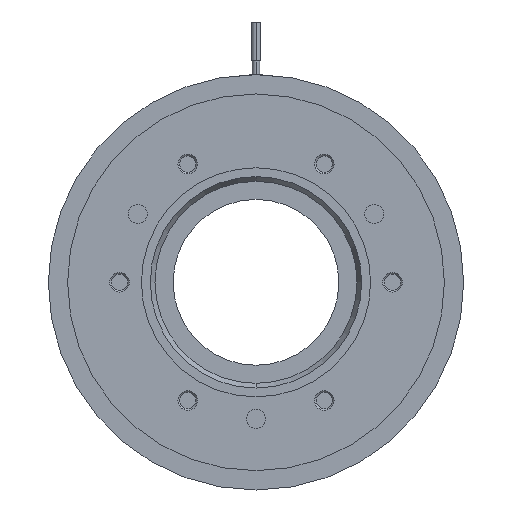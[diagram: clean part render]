
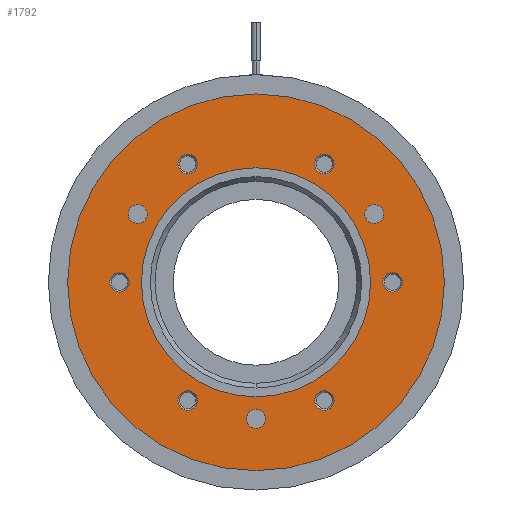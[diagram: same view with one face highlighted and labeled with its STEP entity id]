
A CAD part, left-side view. The second image highlights one B-rep face of the part: STEP entity #1792.
In plain terms, the highlighted planar face has unit normal (-1, 0, 0).
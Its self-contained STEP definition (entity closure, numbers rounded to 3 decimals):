
#1282=CARTESIAN_POINT('POINT78',(6.604,
   0.,74.613));
#1283=VERTEX_POINT('VERTEX78',#1282);
#1291=CARTESIAN_POINT('POINT79',(6.604,
   0.,-74.613));
#1292=VERTEX_POINT('VERTEX79',#1291);
#1299=CARTESIAN_POINT('POS123',(6.604,0.,0.)
   );
#1300=DIRECTION('DIR197',(1.,0.,0.));
#1301=DIRECTION('DIR198',(0.,0.,1.));
#1302=AXIS2_PLACEMENT_3D('AXIS75',#1299,#1300,#1301);
#1303=CIRCLE('ELLIPSE38',#1302,74.613);
#1304=EDGE_CURVE('EDGE126',#1283,#1292,#1303,.T.);
#1315=EDGE_CURVE('EDGE127',#1292,#1283,#1303,.T.);
#1322=CARTESIAN_POINT('POINT80',(6.604,
   80.069,39.116));
#1323=VERTEX_POINT('VERTEX80',#1322);
#1331=CARTESIAN_POINT('POINT81',(6.604,
   73.91,49.784));
#1332=VERTEX_POINT('VERTEX81',#1331);
#1339=CARTESIAN_POINT('POS127',(6.604,
   76.99,44.45));
#1340=DIRECTION('DIR203',(1.,0.,
   0.));
#1341=DIRECTION('DIR204',(0.,0.5,
   -0.866));
#1342=AXIS2_PLACEMENT_3D('AXIS77',#1339,#1340,#1341);
#1343=CIRCLE('ELLIPSE39',#1342,6.16);
#1344=EDGE_CURVE('EDGE130',#1323,#1332,#1343,.T.);
#1355=EDGE_CURVE('EDGE131',#1332,#1323,#1343,.T.);
#1362=CARTESIAN_POINT('POINT82',(6.604,
   -73.91,49.784));
#1363=VERTEX_POINT('VERTEX82',#1362);
#1371=CARTESIAN_POINT('POINT83',(6.604,
   -80.069,39.116));
#1372=VERTEX_POINT('VERTEX83',#1371);
#1379=CARTESIAN_POINT('POS131',(6.604,
   -76.99,44.45));
#1380=DIRECTION('DIR209',(1.,0.,
   0.));
#1381=DIRECTION('DIR210',(0.,0.5,
   0.866));
#1382=AXIS2_PLACEMENT_3D('AXIS79',#1379,#1380,#1381);
#1383=CIRCLE('ELLIPSE40',#1382,6.16);
#1384=EDGE_CURVE('EDGE134',#1363,#1372,#1383,.T.);
#1395=EDGE_CURVE('EDGE135',#1372,#1363,#1383,.T.);
#1402=CARTESIAN_POINT('POINT84',(6.604,-6.16,
   -88.9));
#1403=VERTEX_POINT('VERTEX84',#1402);
#1411=CARTESIAN_POINT('POINT85',(6.604,6.159,
   -88.9));
#1412=VERTEX_POINT('VERTEX85',#1411);
#1419=CARTESIAN_POINT('POS135',(6.604,0.,
   -88.9));
#1420=DIRECTION('DIR215',(1.,0.,
   0.));
#1421=DIRECTION('DIR216',(0.,-1.,
   0.));
#1422=AXIS2_PLACEMENT_3D('AXIS81',#1419,#1420,#1421);
#1423=CIRCLE('ELLIPSE41',#1422,6.16);
#1424=EDGE_CURVE('EDGE138',#1403,#1412,#1423,.T.);
#1435=EDGE_CURVE('EDGE139',#1412,#1403,#1423,.T.);
#1442=CARTESIAN_POINT('POINT86',(6.604,-88.9,
   -6.35));
#1443=VERTEX_POINT('VERTEX86',#1442);
#1450=CARTESIAN_POINT('POINT87',(6.604,-88.9,
   6.35));
#1451=VERTEX_POINT('VERTEX87',#1450);
#1452=CARTESIAN_POINT('POS138',(6.604,-88.9,
   0.));
#1453=DIRECTION('DIR220',(1.,0.,0.));
#1454=DIRECTION('DIR221',(0.,0.,1.));
#1455=AXIS2_PLACEMENT_3D('AXIS83',#1452,#1453,#1454);
#1456=CIRCLE('ELLIPSE42',#1455,6.35);
#1457=EDGE_CURVE('EDGE141',#1451,#1443,#1456,.T.);
#1477=EDGE_CURVE('EDGE143',#1443,#1451,#1456,.T.);
#1482=CARTESIAN_POINT('POINT88',(6.604,
   -38.951,-80.165));
#1483=VERTEX_POINT('VERTEX88',#1482);
#1490=CARTESIAN_POINT('POINT89',(6.604,
   -49.949,-73.815));
#1491=VERTEX_POINT('VERTEX89',#1490);
#1492=CARTESIAN_POINT('POS142',(6.604,-44.45,
   -76.99));
#1493=DIRECTION('DIR226',(1.,0.,
   0.));
#1494=DIRECTION('DIR227',(0.,-0.866,
   0.5));
#1495=AXIS2_PLACEMENT_3D('AXIS85',#1492,#1493,#1494);
#1496=CIRCLE('ELLIPSE43',#1495,6.35);
#1497=EDGE_CURVE('EDGE145',#1491,#1483,#1496,.T.);
#1517=EDGE_CURVE('EDGE147',#1483,#1491,#1496,.T.);
#1522=CARTESIAN_POINT('POINT90',(6.604,49.949,
   -73.815));
#1523=VERTEX_POINT('VERTEX90',#1522);
#1530=CARTESIAN_POINT('POINT91',(6.604,38.951,
   -80.165));
#1531=VERTEX_POINT('VERTEX91',#1530);
#1532=CARTESIAN_POINT('POS146',(6.604,44.45,
   -76.99));
#1533=DIRECTION('DIR232',(1.,0.,
   0.));
#1534=DIRECTION('DIR233',(0.,-0.866,
   -0.5));
#1535=AXIS2_PLACEMENT_3D('AXIS87',#1532,#1533,#1534);
#1536=CIRCLE('ELLIPSE44',#1535,6.35);
#1537=EDGE_CURVE('EDGE149',#1531,#1523,#1536,.T.);
#1557=EDGE_CURVE('EDGE151',#1523,#1531,#1536,.T.);
#1562=CARTESIAN_POINT('POINT92',(6.604,88.9,
   6.35));
#1563=VERTEX_POINT('VERTEX92',#1562);
#1570=CARTESIAN_POINT('POINT93',(6.604,88.9,
   -6.35));
#1571=VERTEX_POINT('VERTEX93',#1570);
#1572=CARTESIAN_POINT('POS150',(6.604,88.9,
   0.));
#1573=DIRECTION('DIR238',(1.,0.,
   0.));
#1574=DIRECTION('DIR239',(0.,0.,
   -1.));
#1575=AXIS2_PLACEMENT_3D('AXIS89',#1572,#1573,#1574);
#1576=CIRCLE('ELLIPSE45',#1575,6.35);
#1577=EDGE_CURVE('EDGE153',#1571,#1563,#1576,.T.);
#1597=EDGE_CURVE('EDGE155',#1563,#1571,#1576,.T.);
#1602=CARTESIAN_POINT('POINT94',(6.604,
   38.951,80.165));
#1603=VERTEX_POINT('VERTEX94',#1602);
#1610=CARTESIAN_POINT('POINT95',(6.604,
   49.949,73.815));
#1611=VERTEX_POINT('VERTEX95',#1610);
#1612=CARTESIAN_POINT('POS154',(6.604,44.45,
   76.99));
#1613=DIRECTION('DIR244',(1.,0.,
   0.));
#1614=DIRECTION('DIR245',(0.,0.866,
   -0.5));
#1615=AXIS2_PLACEMENT_3D('AXIS91',#1612,#1613,#1614);
#1616=CIRCLE('ELLIPSE46',#1615,6.35);
#1617=EDGE_CURVE('EDGE157',#1611,#1603,#1616,.T.);
#1637=EDGE_CURVE('EDGE159',#1603,#1611,#1616,.T.);
#1642=CARTESIAN_POINT('POINT96',(6.604,
   -49.949,73.815));
#1643=VERTEX_POINT('VERTEX96',#1642);
#1650=CARTESIAN_POINT('POINT97',(6.604,
   -38.951,80.165));
#1651=VERTEX_POINT('VERTEX97',#1650);
#1652=CARTESIAN_POINT('POS158',(6.604,
   -44.45,76.99));
#1653=DIRECTION('DIR250',(1.,0.,
   0.));
#1654=DIRECTION('DIR251',(0.,0.866,
   0.5));
#1655=AXIS2_PLACEMENT_3D('AXIS93',#1652,#1653,#1654);
#1656=CIRCLE('ELLIPSE47',#1655,6.35);
#1657=EDGE_CURVE('EDGE161',#1651,#1643,#1656,.T.);
#1677=EDGE_CURVE('EDGE163',#1643,#1651,#1656,.T.);
#1732=ORIENTED_EDGE('COEDGE315',*,*,#1677,.T.);
#1733=ORIENTED_EDGE('COEDGE316',*,*,#1657,.T.);
#1734=EDGE_LOOP('NONE',(#1732,#1733));
#1735=FACE_BOUND('LOOP1',#1734,.T.);
#1736=ORIENTED_EDGE('COEDGE317',*,*,#1637,.T.);
#1737=ORIENTED_EDGE('COEDGE318',*,*,#1617,.T.);
#1738=EDGE_LOOP('NONE',(#1736,#1737));
#1739=FACE_BOUND('LOOP1',#1738,.T.);
#1740=ORIENTED_EDGE('COEDGE319',*,*,#1597,.T.);
#1741=ORIENTED_EDGE('COEDGE320',*,*,#1577,.T.);
#1742=EDGE_LOOP('NONE',(#1740,#1741));
#1743=FACE_BOUND('LOOP1',#1742,.T.);
#1744=ORIENTED_EDGE('COEDGE321',*,*,#1557,.T.);
#1745=ORIENTED_EDGE('COEDGE322',*,*,#1537,.T.);
#1746=EDGE_LOOP('NONE',(#1744,#1745));
#1747=FACE_BOUND('LOOP1',#1746,.T.);
#1748=ORIENTED_EDGE('COEDGE323',*,*,#1517,.T.);
#1749=ORIENTED_EDGE('COEDGE324',*,*,#1497,.T.);
#1750=EDGE_LOOP('NONE',(#1748,#1749));
#1751=FACE_BOUND('LOOP1',#1750,.T.);
#1752=ORIENTED_EDGE('COEDGE325',*,*,#1477,.T.);
#1753=ORIENTED_EDGE('COEDGE326',*,*,#1457,.T.);
#1754=EDGE_LOOP('NONE',(#1752,#1753));
#1755=FACE_BOUND('LOOP1',#1754,.T.);
#1756=ORIENTED_EDGE('COEDGE327',*,*,#1435,.T.);
#1757=ORIENTED_EDGE('COEDGE328',*,*,#1424,.T.);
#1758=EDGE_LOOP('NONE',(#1756,#1757));
#1759=FACE_BOUND('LOOP1',#1758,.T.);
#1760=ORIENTED_EDGE('COEDGE329',*,*,#1395,.T.);
#1761=ORIENTED_EDGE('COEDGE330',*,*,#1384,.T.);
#1762=EDGE_LOOP('NONE',(#1760,#1761));
#1763=FACE_BOUND('LOOP1',#1762,.T.);
#1764=ORIENTED_EDGE('COEDGE331',*,*,#1355,.T.);
#1765=ORIENTED_EDGE('COEDGE332',*,*,#1344,.T.);
#1766=EDGE_LOOP('NONE',(#1764,#1765));
#1767=FACE_BOUND('LOOP1',#1766,.T.);
#1768=ORIENTED_EDGE('COEDGE333',*,*,#1315,.T.);
#1769=ORIENTED_EDGE('COEDGE334',*,*,#1304,.T.);
#1770=EDGE_LOOP('NONE',(#1768,#1769));
#1771=FACE_BOUND('LOOP1',#1770,.T.);
#1772=CARTESIAN_POINT('POINT100',(6.604,
   0.,122.682));
#1773=VERTEX_POINT('VERTEX100',#1772);
#1774=CARTESIAN_POINT('POINT101',(6.604,
   0.,-122.682));
#1775=VERTEX_POINT('VERTEX101',#1774);
#1776=CARTESIAN_POINT('POS166',(6.604,0.,0.)
   );
#1777=DIRECTION('DIR262',(-1.,0.,0.));
#1778=DIRECTION('DIR263',(0.,0.,1.));
#1779=AXIS2_PLACEMENT_3D('AXIS97',#1776,#1777,#1778);
#1780=CIRCLE('ELLIPSE49',#1779,122.682);
#1781=EDGE_CURVE('EDGE169',#1773,#1775,#1780,.T.);
#1782=ORIENTED_EDGE('COEDGE335',*,*,#1781,.T.);
#1783=EDGE_CURVE('EDGE170',#1775,#1773,#1780,.T.);
#1784=ORIENTED_EDGE('COEDGE336',*,*,#1783,.T.);
#1785=EDGE_LOOP('NONE',(#1782,#1784));
#1786=FACE_BOUND('LOOP1',#1785,.T.);
#1787=CARTESIAN_POINT('POS167',(6.604,
   0.,79.277));
#1788=DIRECTION('DIR264',(-1.,0.,0.));
#1789=DIRECTION('DIR265',(0.,1.,0.));
#1790=AXIS2_PLACEMENT_3D('AXIS98',#1787,#1788,#1789);
#1791=PLANE('PLANE15',#1790);
#1792=ADVANCED_FACE('FACE83',(#1735,#1739,#1743,#1747,#1751,#1755,#1759,
   #1763,#1767,#1771,#1786),#1791,.T.);
